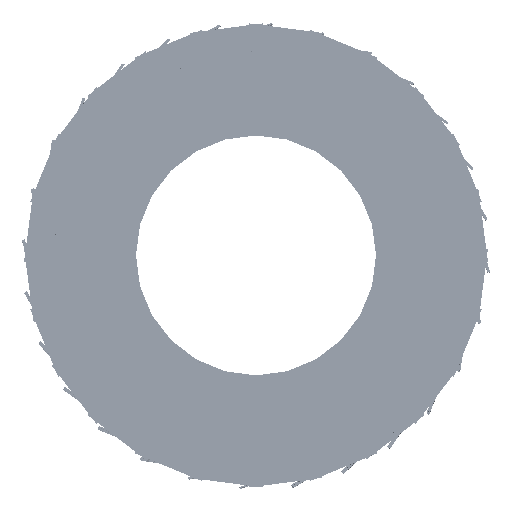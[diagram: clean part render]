
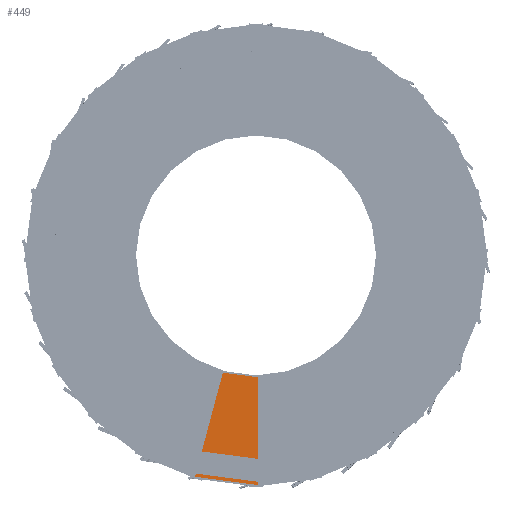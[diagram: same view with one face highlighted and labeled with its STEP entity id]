
A CAD part, top view. The second image highlights one B-rep face of the part: STEP entity #449.
In plain terms, the highlighted planar face has unit normal (0, 0, 1).
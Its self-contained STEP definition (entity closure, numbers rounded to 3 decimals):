
#317=CARTESIAN_POINT('',(10.781,-32.886,0.15));
#318=VERTEX_POINT('',#317);
#325=CARTESIAN_POINT('',(-10.781,-32.886,0.15));
#326=VERTEX_POINT('',#325);
#327=CARTESIAN_POINT('',(10.781,-32.886,0.15));
#328=DIRECTION('',(-1.0,0.0,0.0));
#329=VECTOR('',#328,21.562);
#330=LINE('',#327,#329);
#331=EDGE_CURVE('',#318,#326,#330,.T.);
#347=CARTESIAN_POINT('',(-19.44,32.886,0.15));
#348=VERTEX_POINT('',#347);
#349=CARTESIAN_POINT('',(-10.781,-32.886,0.15));
#350=DIRECTION('',(-0.131,0.991,0.0));
#351=VECTOR('',#350,66.34);
#352=LINE('',#349,#351);
#353=EDGE_CURVE('',#326,#348,#352,.T.);
#378=CARTESIAN_POINT('',(19.44,32.886,0.15));
#379=VERTEX_POINT('',#378);
#380=CARTESIAN_POINT('',(-19.44,32.886,0.15));
#381=DIRECTION('',(1.0,0.0,0.0));
#382=VECTOR('',#381,38.88);
#383=LINE('',#380,#382);
#384=EDGE_CURVE('',#348,#379,#383,.T.);
#426=CARTESIAN_POINT('',(19.44,32.886,0.15));
#427=DIRECTION('',(-0.131,-0.991,0.0));
#428=VECTOR('',#427,66.34);
#429=LINE('',#426,#428);
#430=EDGE_CURVE('',#379,#318,#429,.T.);
#438=CARTESIAN_POINT('',(10.007,32.639,0.15));
#439=DIRECTION('',(0.0,0.0,1.0));
#440=DIRECTION('',(1.0,0.0,0.0));
#441=AXIS2_PLACEMENT_3D('',#438,#439,#440);
#442=PLANE('',#441);
#443=ORIENTED_EDGE('',*,*,#430,.F.);
#444=ORIENTED_EDGE('',*,*,#384,.F.);
#445=ORIENTED_EDGE('',*,*,#353,.F.);
#446=ORIENTED_EDGE('',*,*,#331,.F.);
#447=EDGE_LOOP('',(#443,#444,#445,#446));
#448=FACE_OUTER_BOUND('',#447,.T.);
#449=ADVANCED_FACE('',(#448),#442,.T.);
